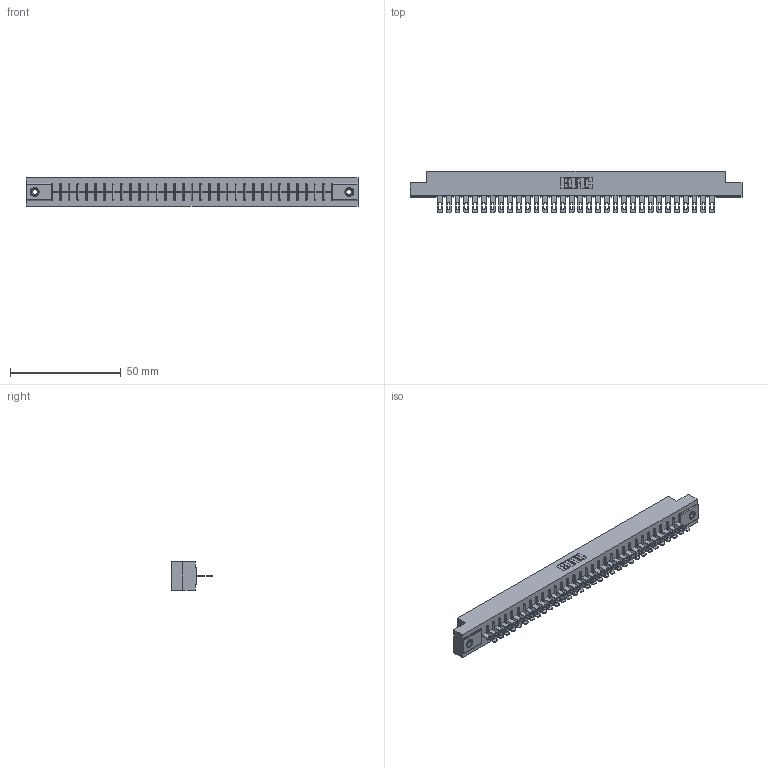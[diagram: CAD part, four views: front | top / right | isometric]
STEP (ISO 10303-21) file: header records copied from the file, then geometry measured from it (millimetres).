
FILE_DESCRIPTION (( 'STEP AP203' ), '1' );
FILE_NAME ('356-032-400-108.STEP', '2020-09-23T21:07:53', ( '' ), ( '' ), 'SwSTEP 2.0', 'SolidWorks 2020', '' );
FILE_SCHEMA (( 'CONFIG_CONTROL_DESIGN' ));
Length unit declared in the file: inch
Products named in the file (4): 345-250-001_345-250-003-102; 306 Part_.156 Dia; 356-032-400-108; 306-290-001_100
Assembly tree (35 placements, depth 2):
  356-032-400-108
    306 Part_.156 Dia
    306-290-001_100  x32
    345-250-001_345-250-003-102  x2
Bounding box: 149.81 x 18.87 x 12.7 mm (x, y, z)
Volume: 16570 mm3; surface area: 17490.4 mm2
Topology: 35 solids, 35 shells, 2608 faces, 7332 edges, 4708 vertices
Faces by surface type: plane 1700, cylinder 764, sphere 128, cone 12, torus 4
Entity records: 32486 total; most frequent: CARTESIAN_POINT 5434, ORIENTED_EDGE 5380, DIRECTION 5368, EDGE_CURVE 2690, LINE 2096, VECTOR 2096, VERTEX_POINT 1702, AXIS2_PLACEMENT_3D 1636
